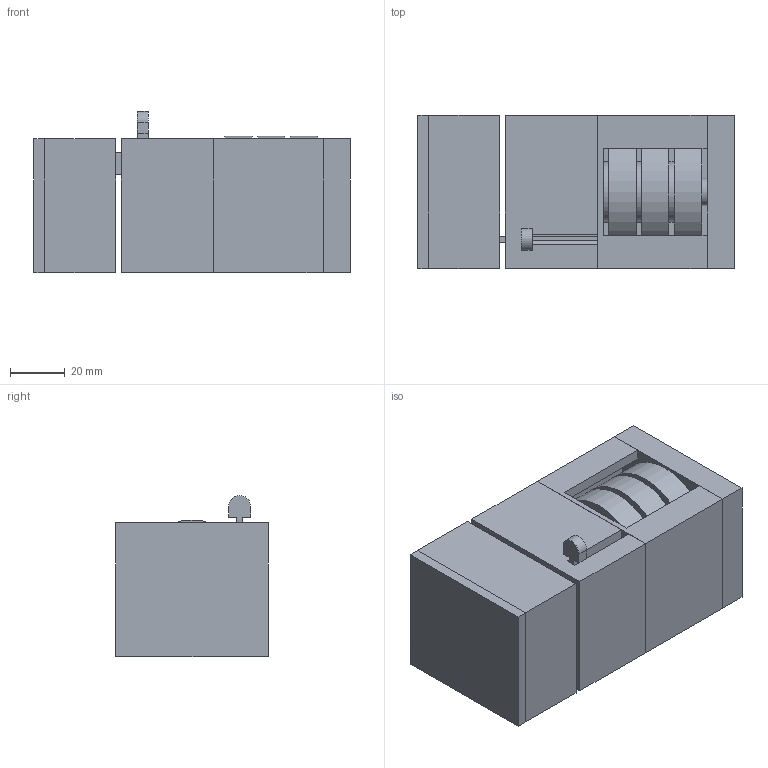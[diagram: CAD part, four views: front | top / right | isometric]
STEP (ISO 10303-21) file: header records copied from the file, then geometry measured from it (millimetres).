
FILE_DESCRIPTION(/* description */ (''),/* implementation_level */ '2;1');
FILE_NAME(/* name */ 'diallock2 v5.step',/* time_stamp */ '2021-09-22T02:00:42+09:00',/* author */ (''),/* organization */ (''),/* preprocessor_version */ 'ST-DEVELOPER v18.1',/* originating_system */ 'Autodesk Translation Framework v10.10.0.1391',/* authorisation */ '');
FILE_SCHEMA (('AUTOMOTIVE_DESIGN { 1 0 10303 214 3 1 1 }'));
Length unit declared in the file: millimetre
Products named in the file (6): diallock2; disk1; disk2; disk3; casing; key
Assembly tree (5 placements, depth 2):
  diallock2
    disk1
    disk2
    disk3
    casing
    key
Bounding box: 116 x 56 x 59 mm (x, y, z)
Volume: 220195.2 mm3; surface area: 89889 mm2
Topology: 13 solids, 13 shells, 142 faces, 321 edges, 212 vertices
Faces by surface type: plane 119, cylinder 23
Full cylindrical faces by diameter (mm): 10 x3, 12 x5, 16 x1, 18 x1, 22 x5, 24 x1, 44 x3
Entity records: 4124 total; most frequent: CARTESIAN_POINT 686, DIRECTION 673, ORIENTED_EDGE 642, EDGE_CURVE 321, LINE 275, VECTOR 275, VERTEX_POINT 212, AXIS2_PLACEMENT_3D 199
